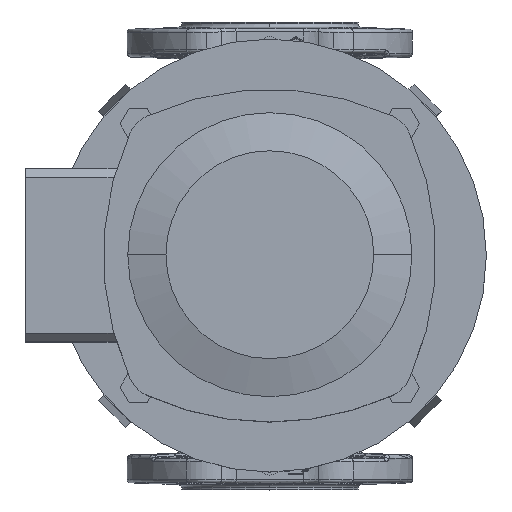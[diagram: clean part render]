
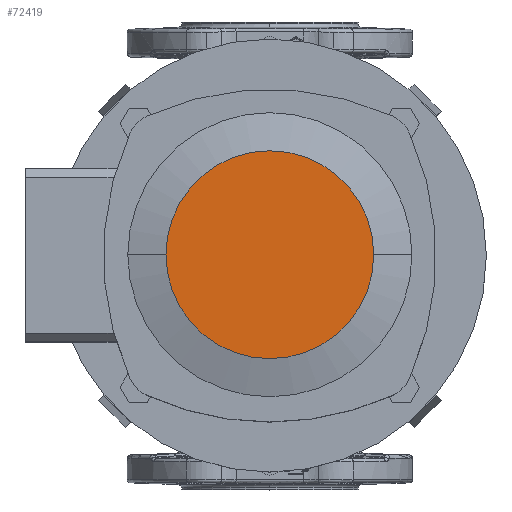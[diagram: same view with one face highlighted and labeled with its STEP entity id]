
A CAD part, top view. The second image highlights one B-rep face of the part: STEP entity #72419.
In plain terms, the highlighted planar face has unit normal (0, 0, 1).
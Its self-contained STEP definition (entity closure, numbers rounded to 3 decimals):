
#5842 = CARTESIAN_POINT ( 'NONE',  ( 0., 0., 414. ) ) ;
#5843 = DIRECTION ( 'NONE',  ( 0., 0., 1. ) ) ;
#5844 = DIRECTION ( 'NONE',  ( 1., 0., 0. ) ) ;
#6976 = EDGE_CURVE ( 'NONE', #55118, #55133, #45514, .T. ) ;
#18901 = AXIS2_PLACEMENT_3D ( 'NONE', #5842, #5843, #5844 ) ;
#18904 = CIRCLE ( 'NONE', #18901, 60. ) ;
#24641 = CARTESIAN_POINT ( 'NONE',  ( -60., 0., 414. ) ) ;
#24646 = FACE_OUTER_BOUND ( 'NONE', #70866, .T. ) ;
#24648 = PLANE ( 'NONE',  #41567 ) ;
#24654 = DIRECTION ( 'NONE',  ( 0., 0., -1. ) ) ;
#24656 = DIRECTION ( 'NONE',  ( -1., 0., 0. ) ) ;
#41567 = AXIS2_PLACEMENT_3D ( 'NONE', #24641, #24654, #24656 ) ;
#45496 = AXIS2_PLACEMENT_3D ( 'NONE', #46258, #46260, #46262 ) ;
#45514 = CIRCLE ( 'NONE', #45496, 60. ) ;
#46258 = CARTESIAN_POINT ( 'NONE',  ( 0., 0., 414. ) ) ;
#46260 = DIRECTION ( 'NONE',  ( 0., 0., 1. ) ) ;
#46262 = DIRECTION ( 'NONE',  ( 1., 0., 0. ) ) ;
#55118 = VERTEX_POINT ( 'NONE', #59929 ) ;
#55133 = VERTEX_POINT ( 'NONE', #59944 ) ;
#59929 = CARTESIAN_POINT ( 'NONE',  ( -60., 0., 414. ) ) ;
#59944 = CARTESIAN_POINT ( 'NONE',  ( 60., 0., 414. ) ) ;
#70866 = EDGE_LOOP ( 'NONE', ( #74082, #74084 ) ) ;
#72419 = ADVANCED_FACE ( 'NONE', ( #24646 ), #24648, .F. ) ;
#73458 = EDGE_CURVE ( 'NONE', #55133, #55118, #18904, .T. ) ;
#74082 = ORIENTED_EDGE ( 'NONE', *, *, #6976, .T. ) ;
#74084 = ORIENTED_EDGE ( 'NONE', *, *, #73458, .T. ) ;
